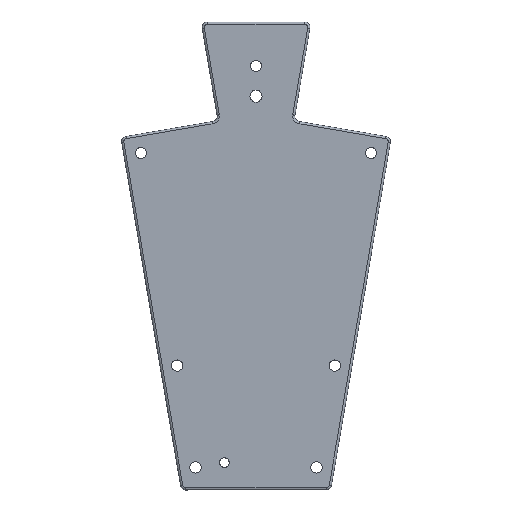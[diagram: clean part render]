
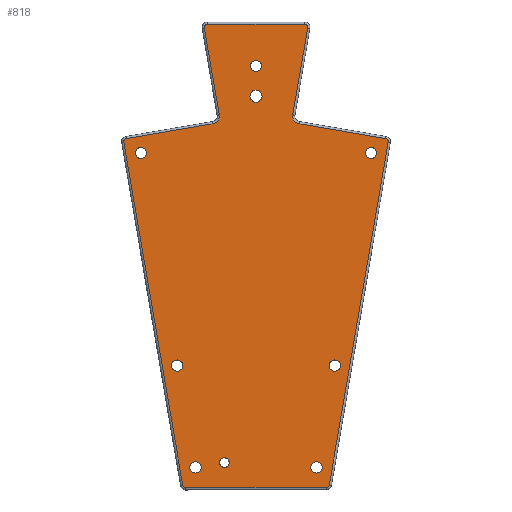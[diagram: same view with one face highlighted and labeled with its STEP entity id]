
A CAD part, top view. The second image highlights one B-rep face of the part: STEP entity #818.
In plain terms, the highlighted planar face has unit normal (0, 0, 1).
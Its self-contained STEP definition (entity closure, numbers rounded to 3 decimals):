
#818=ADVANCED_FACE('',(#1571,#1573,#1575,#1577,#1579,#1581,#1583,#1585,#1587,#1589),
#1591,.T.);
#1571=FACE_BOUND('',#1572,.T.);
#1572=EDGE_LOOP('',(#2108,#2109,#2110,#2111,#2112,#2113,#2114,#2115,#2116,#2117,
#2118,#2119,#2120,#2121,#2122,#2123));
#1573=FACE_BOUND('',#1574,.T.);
#1574=EDGE_LOOP('',(#2124));
#1575=FACE_BOUND('',#1576,.T.);
#1576=EDGE_LOOP('',(#2125));
#1577=FACE_BOUND('',#1578,.T.);
#1578=EDGE_LOOP('',(#2126));
#1579=FACE_BOUND('',#1580,.T.);
#1580=EDGE_LOOP('',(#2127));
#1581=FACE_BOUND('',#1582,.T.);
#1582=EDGE_LOOP('',(#2128));
#1583=FACE_BOUND('',#1584,.T.);
#1584=EDGE_LOOP('',(#2129));
#1585=FACE_BOUND('',#1586,.T.);
#1586=EDGE_LOOP('',(#2130));
#1587=FACE_BOUND('',#1588,.T.);
#1588=EDGE_LOOP('',(#2131));
#1589=FACE_BOUND('',#1590,.T.);
#1590=EDGE_LOOP('',(#2132));
#1591=PLANE('',#1592);
#1592=AXIS2_PLACEMENT_3D('',#1593,#1594,#1595);
#1593=CARTESIAN_POINT('',(0.,0.,5.5));
#1594=DIRECTION('',(0.,0.,1.));
#1595=DIRECTION('',(-1.,0.,0.));
#2108=ORIENTED_EDGE('',*,*,#2406,.T.);
#2109=ORIENTED_EDGE('',*,*,#2404,.T.);
#2110=ORIENTED_EDGE('',*,*,#2402,.T.);
#2111=ORIENTED_EDGE('',*,*,#2400,.T.);
#2112=ORIENTED_EDGE('',*,*,#2398,.T.);
#2113=ORIENTED_EDGE('',*,*,#2396,.T.);
#2114=ORIENTED_EDGE('',*,*,#2394,.T.);
#2115=ORIENTED_EDGE('',*,*,#2392,.T.);
#2116=ORIENTED_EDGE('',*,*,#2390,.T.);
#2117=ORIENTED_EDGE('',*,*,#2388,.T.);
#2118=ORIENTED_EDGE('',*,*,#2386,.T.);
#2119=ORIENTED_EDGE('',*,*,#2384,.T.);
#2120=ORIENTED_EDGE('',*,*,#2382,.T.);
#2121=ORIENTED_EDGE('',*,*,#2380,.T.);
#2122=ORIENTED_EDGE('',*,*,#2378,.T.);
#2123=ORIENTED_EDGE('',*,*,#2414,.T.);
#2124=ORIENTED_EDGE('',*,*,#2423,.T.);
#2125=ORIENTED_EDGE('',*,*,#2340,.T.);
#2126=ORIENTED_EDGE('',*,*,#2338,.T.);
#2127=ORIENTED_EDGE('',*,*,#2336,.T.);
#2128=ORIENTED_EDGE('',*,*,#2334,.T.);
#2129=ORIENTED_EDGE('',*,*,#2332,.T.);
#2130=ORIENTED_EDGE('',*,*,#2330,.T.);
#2131=ORIENTED_EDGE('',*,*,#2328,.T.);
#2132=ORIENTED_EDGE('',*,*,#2424,.T.);
#2328=EDGE_CURVE('',#2665,#2665,#2666,.F.);
#2330=EDGE_CURVE('',#2669,#2669,#2670,.F.);
#2332=EDGE_CURVE('',#2673,#2673,#2674,.F.);
#2334=EDGE_CURVE('',#2677,#2677,#2678,.F.);
#2336=EDGE_CURVE('',#2681,#2681,#2682,.F.);
#2338=EDGE_CURVE('',#2685,#2685,#2686,.F.);
#2340=EDGE_CURVE('',#2689,#2689,#2690,.F.);
#2378=EDGE_CURVE('',#2751,#2749,#2752,.T.);
#2380=EDGE_CURVE('',#2754,#2751,#2755,.T.);
#2382=EDGE_CURVE('',#2757,#2754,#2758,.T.);
#2384=EDGE_CURVE('',#2760,#2757,#2761,.T.);
#2386=EDGE_CURVE('',#2763,#2760,#2764,.T.);
#2388=EDGE_CURVE('',#2766,#2763,#2767,.T.);
#2390=EDGE_CURVE('',#2769,#2766,#2770,.T.);
#2392=EDGE_CURVE('',#2772,#2769,#2773,.T.);
#2394=EDGE_CURVE('',#2775,#2772,#2776,.T.);
#2396=EDGE_CURVE('',#2778,#2775,#2779,.T.);
#2398=EDGE_CURVE('',#2781,#2778,#2782,.T.);
#2400=EDGE_CURVE('',#2784,#2781,#2785,.T.);
#2402=EDGE_CURVE('',#2787,#2784,#2788,.T.);
#2404=EDGE_CURVE('',#2790,#2787,#2791,.T.);
#2406=EDGE_CURVE('',#2793,#2790,#2794,.T.);
#2414=EDGE_CURVE('',#2749,#2793,#2806,.T.);
#2423=EDGE_CURVE('',#2817,#2817,#2818,.T.);
#2424=EDGE_CURVE('',#2819,#2819,#2820,.T.);
#2665=VERTEX_POINT('',#3360);
#2666=CIRCLE('',#3361,1.025);
#2669=VERTEX_POINT('',#3370);
#2670=CIRCLE('',#3371,1.025);
#2673=VERTEX_POINT('',#3380);
#2674=CIRCLE('',#3381,1.025);
#2677=VERTEX_POINT('',#3390);
#2678=CIRCLE('',#3391,1.025);
#2681=VERTEX_POINT('',#3400);
#2682=CIRCLE('',#3401,1.025);
#2685=VERTEX_POINT('',#3410);
#2686=CIRCLE('',#3411,1.025);
#2689=VERTEX_POINT('',#3420);
#2690=CIRCLE('',#3421,1.025);
#2749=VERTEX_POINT('',#3593);
#2751=VERTEX_POINT('',#3598);
#2752=CIRCLE('',#3599,0.6);
#2754=VERTEX_POINT('',#3607);
#2755=LINE('',#3608,#3609);
#2757=VERTEX_POINT('',#3615);
#2758=CIRCLE('',#3616,0.6);
#2760=VERTEX_POINT('',#3624);
#2761=LINE('',#3625,#3626);
#2763=VERTEX_POINT('',#3632);
#2764=CIRCLE('',#3633,1.4);
#2766=VERTEX_POINT('',#3641);
#2767=LINE('',#3642,#3643);
#2769=VERTEX_POINT('',#3649);
#2770=CIRCLE('',#3650,0.6);
#2772=VERTEX_POINT('',#3658);
#2773=LINE('',#3659,#3660);
#2775=VERTEX_POINT('',#3666);
#2776=CIRCLE('',#3667,0.6);
#2778=VERTEX_POINT('',#3675);
#2779=LINE('',#3676,#3677);
#2781=VERTEX_POINT('',#3683);
#2782=CIRCLE('',#3684,1.4);
#2784=VERTEX_POINT('',#3692);
#2785=LINE('',#3693,#3694);
#2787=VERTEX_POINT('',#3700);
#2788=CIRCLE('',#3701,0.6);
#2790=VERTEX_POINT('',#3709);
#2791=LINE('',#3710,#3711);
#2793=VERTEX_POINT('',#3717);
#2794=CIRCLE('',#3718,0.6);
#2806=LINE('',#3791,#3792);
#2817=VERTEX_POINT('',#3821);
#2818=CIRCLE('',#3822,0.875);
#2819=VERTEX_POINT('',#3826);
#2820=CIRCLE('',#3827,1.1);
#3360=CARTESIAN_POINT('',(-15.441,-15.835,5.5));
#3361=AXIS2_PLACEMENT_3D('',#3362,#3363,#3364);
#3362=CARTESIAN_POINT('',(-14.416,-15.835,5.5));
#3363=DIRECTION('',(0.,0.,1.));
#3364=DIRECTION('',(-1.,0.,0.));
#3370=CARTESIAN_POINT('',(13.391,-15.835,5.5));
#3371=AXIS2_PLACEMENT_3D('',#3372,#3373,#3374);
#3372=CARTESIAN_POINT('',(14.416,-15.835,5.5));
#3373=DIRECTION('',(0.,0.,1.));
#3374=DIRECTION('',(-1.,0.,0.));
#3380=CARTESIAN_POINT('',(-12.093,-34.461,5.5));
#3381=AXIS2_PLACEMENT_3D('',#3382,#3383,#3384);
#3382=CARTESIAN_POINT('',(-11.068,-34.461,5.5));
#3383=DIRECTION('',(0.,0.,1.));
#3384=DIRECTION('',(-1.,0.,0.));
#3390=CARTESIAN_POINT('',(10.043,-34.461,5.5));
#3391=AXIS2_PLACEMENT_3D('',#3392,#3393,#3394);
#3392=CARTESIAN_POINT('',(11.068,-34.461,5.5));
#3393=DIRECTION('',(0.,0.,1.));
#3394=DIRECTION('',(-1.,0.,0.));
#3400=CARTESIAN_POINT('',(-1.025,38.975,5.5));
#3401=AXIS2_PLACEMENT_3D('',#3402,#3403,#3404);
#3402=CARTESIAN_POINT('',(0.,38.975,5.5));
#3403=DIRECTION('',(0.,0.,1.));
#3404=DIRECTION('',(-1.,0.,0.));
#3410=CARTESIAN_POINT('',(20.033,23.051,5.5));
#3411=AXIS2_PLACEMENT_3D('',#3412,#3413,#3414);
#3412=CARTESIAN_POINT('',(21.058,23.051,5.5));
#3413=DIRECTION('',(0.,0.,1.));
#3414=DIRECTION('',(-1.,0.,0.));
#3420=CARTESIAN_POINT('',(-22.083,23.051,5.5));
#3421=AXIS2_PLACEMENT_3D('',#3422,#3423,#3424);
#3422=CARTESIAN_POINT('',(-21.058,23.051,5.5));
#3423=DIRECTION('',(0.,0.,1.));
#3424=DIRECTION('',(-1.,0.,0.));
#3593=CARTESIAN_POINT('',(-12.81,-38.181,5.5));
#3598=CARTESIAN_POINT('',(-13.402,-37.683,5.5));
#3599=AXIS2_PLACEMENT_3D('',#3600,#3601,#3602);
#3600=CARTESIAN_POINT('',(-12.81,-37.581,5.5));
#3601=DIRECTION('',(0.,0.,1.));
#3602=DIRECTION('',(-0.986,-0.169,0.));
#3607=CARTESIAN_POINT('',(-24.17,24.986,5.5));
#3608=CARTESIAN_POINT('',(-24.17,24.986,5.5));
#3609=VECTOR('',#3610,1.);
#3610=DIRECTION('',(0.169,-0.986,0.));
#3615=CARTESIAN_POINT('',(-23.681,25.679,5.5));
#3616=AXIS2_PLACEMENT_3D('',#3617,#3618,#3619);
#3617=CARTESIAN_POINT('',(-23.579,25.088,5.5));
#3618=DIRECTION('',(0.,0.,1.));
#3619=DIRECTION('',(-0.169,0.986,0.));
#3624=CARTESIAN_POINT('',(-7.862,28.397,5.5));
#3625=CARTESIAN_POINT('',(-7.862,28.397,5.5));
#3626=VECTOR('',#3627,1.);
#3627=DIRECTION('',(-0.986,-0.169,0.));
#3632=CARTESIAN_POINT('',(-6.72,30.014,5.5));
#3633=AXIS2_PLACEMENT_3D('',#3634,#3635,#3636);
#3634=CARTESIAN_POINT('',(-8.1,29.777,5.5));
#3635=DIRECTION('',(0.,0.,-1.));
#3636=DIRECTION('',(0.986,0.169,0.));
#3641=CARTESIAN_POINT('',(-9.45,45.903,5.5));
#3642=CARTESIAN_POINT('',(-9.45,45.903,5.5));
#3643=VECTOR('',#3644,1.);
#3644=DIRECTION('',(0.169,-0.986,0.));
#3649=CARTESIAN_POINT('',(-8.859,46.604,5.5));
#3650=AXIS2_PLACEMENT_3D('',#3651,#3652,#3653);
#3651=CARTESIAN_POINT('',(-8.859,46.004,5.5));
#3652=DIRECTION('',(0.,0.,1.));
#3653=DIRECTION('',(0.,1.,0.));
#3658=CARTESIAN_POINT('',(8.859,46.604,5.5));
#3659=CARTESIAN_POINT('',(8.859,46.604,5.5));
#3660=VECTOR('',#3661,1.);
#3661=DIRECTION('',(-1.,0.,0.));
#3666=CARTESIAN_POINT('',(9.45,45.903,5.5));
#3667=AXIS2_PLACEMENT_3D('',#3668,#3669,#3670);
#3668=CARTESIAN_POINT('',(8.859,46.004,5.5));
#3669=DIRECTION('',(0.,0.,1.));
#3670=DIRECTION('',(0.986,-0.169,0.));
#3675=CARTESIAN_POINT('',(6.72,30.014,5.5));
#3676=CARTESIAN_POINT('',(6.72,30.014,5.5));
#3677=VECTOR('',#3678,1.);
#3678=DIRECTION('',(0.169,0.986,0.));
#3683=CARTESIAN_POINT('',(7.862,28.397,5.5));
#3684=AXIS2_PLACEMENT_3D('',#3685,#3686,#3687);
#3685=CARTESIAN_POINT('',(8.1,29.777,5.5));
#3686=DIRECTION('',(0.,0.,-1.));
#3687=DIRECTION('',(-0.169,-0.986,0.));
#3692=CARTESIAN_POINT('',(23.681,25.679,5.5));
#3693=CARTESIAN_POINT('',(23.681,25.679,5.5));
#3694=VECTOR('',#3695,1.);
#3695=DIRECTION('',(-0.986,0.169,0.));
#3700=CARTESIAN_POINT('',(24.17,24.986,5.5));
#3701=AXIS2_PLACEMENT_3D('',#3702,#3703,#3704);
#3702=CARTESIAN_POINT('',(23.579,25.088,5.5));
#3703=DIRECTION('',(0.,0.,1.));
#3704=DIRECTION('',(0.986,-0.169,0.));
#3709=CARTESIAN_POINT('',(13.402,-37.683,5.5));
#3710=CARTESIAN_POINT('',(13.402,-37.683,5.5));
#3711=VECTOR('',#3712,1.);
#3712=DIRECTION('',(0.169,0.986,0.));
#3717=CARTESIAN_POINT('',(12.811,-38.181,5.5));
#3718=AXIS2_PLACEMENT_3D('',#3719,#3720,#3721);
#3719=CARTESIAN_POINT('',(12.811,-37.581,5.5));
#3720=DIRECTION('',(0.,0.,1.));
#3721=DIRECTION('',(0.,-1.,0.));
#3791=CARTESIAN_POINT('',(-12.81,-38.181,5.5));
#3792=VECTOR('',#3793,1.);
#3793=DIRECTION('',(1.,0.,0.));
#3821=CARTESIAN_POINT('',(-4.888,-33.575,5.5));
#3822=AXIS2_PLACEMENT_3D('',#3823,#3824,#3825);
#3823=CARTESIAN_POINT('',(-5.763,-33.575,5.5));
#3824=DIRECTION('',(0.,0.,-1.));
#3825=DIRECTION('',(1.,0.,0.));
#3826=CARTESIAN_POINT('',(1.1,33.449,5.5));
#3827=AXIS2_PLACEMENT_3D('',#3828,#3829,#3830);
#3828=CARTESIAN_POINT('',(0.,33.449,5.5));
#3829=DIRECTION('',(0.,0.,-1.));
#3830=DIRECTION('',(1.,0.,0.));
